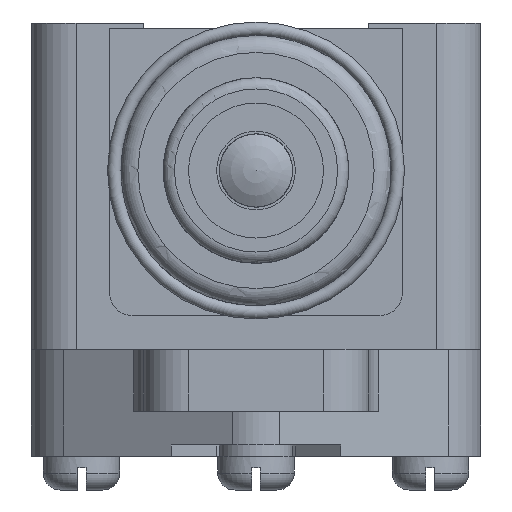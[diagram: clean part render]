
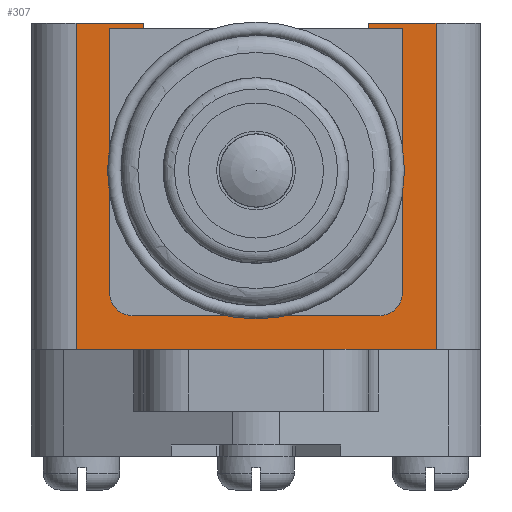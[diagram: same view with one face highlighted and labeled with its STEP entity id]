
A CAD part, front view. The second image highlights one B-rep face of the part: STEP entity #307.
In plain terms, the highlighted face is planar.
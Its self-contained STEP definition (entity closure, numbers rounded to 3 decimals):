
#307=ADVANCED_FACE('',(#2517),#2519,.T.);
#2517=FACE_BOUND('',#2518,.T.);
#2518=EDGE_LOOP('',(#12327,#12328,#12329,#12330,#12331,#12332,#12333,#12334,#12335,
#12336,#12337,#12338,#12339,#12340));
#2519=PLANE('',#2520);
#2520=AXIS2_PLACEMENT_3D('',#2521,#2522,#2523);
#2521=CARTESIAN_POINT('',(16.,0.,-34.));
#2522=DIRECTION('',(0.,0.,-1.));
#2523=DIRECTION('',(-1.,0.,0.));
#12327=ORIENTED_EDGE('',*,*,#13984,.F.);
#12328=ORIENTED_EDGE('',*,*,#14098,.T.);
#12329=ORIENTED_EDGE('',*,*,#14077,.F.);
#12330=ORIENTED_EDGE('',*,*,#14099,.F.);
#12331=ORIENTED_EDGE('',*,*,#14055,.T.);
#12332=ORIENTED_EDGE('',*,*,#14100,.T.);
#12333=ORIENTED_EDGE('',*,*,#14101,.F.);
#12334=ORIENTED_EDGE('',*,*,#14102,.F.);
#12335=ORIENTED_EDGE('',*,*,#14103,.F.);
#12336=ORIENTED_EDGE('',*,*,#14104,.F.);
#12337=ORIENTED_EDGE('',*,*,#14051,.T.);
#12338=ORIENTED_EDGE('',*,*,#14105,.T.);
#12339=ORIENTED_EDGE('',*,*,#14081,.F.);
#12340=ORIENTED_EDGE('',*,*,#14106,.T.);
#13984=EDGE_CURVE('',#15165,#15167,#15168,.T.);
#14051=EDGE_CURVE('',#15283,#15281,#15284,.T.);
#14055=EDGE_CURVE('',#15291,#15289,#15292,.T.);
#14077=EDGE_CURVE('',#15323,#15325,#15326,.T.);
#14081=EDGE_CURVE('',#15330,#15332,#15333,.T.);
#14098=EDGE_CURVE('',#15165,#15325,#15363,.T.);
#14099=EDGE_CURVE('',#15291,#15323,#15364,.T.);
#14100=EDGE_CURVE('',#15289,#15365,#15366,.T.);
#14101=EDGE_CURVE('',#15367,#15365,#15368,.T.);
#14102=EDGE_CURVE('',#15369,#15367,#15370,.T.);
#14103=EDGE_CURVE('',#15371,#15369,#15372,.T.);
#14104=EDGE_CURVE('',#15283,#15371,#15373,.T.);
#14105=EDGE_CURVE('',#15281,#15332,#15374,.T.);
#14106=EDGE_CURVE('',#15330,#15167,#15375,.T.);
#15165=VERTEX_POINT('',#17781);
#15167=VERTEX_POINT('',#17786);
#15168=LINE('',#17787,#17788);
#15281=VERTEX_POINT('',#18049);
#15283=VERTEX_POINT('',#18053);
#15284=LINE('',#18054,#18055);
#15289=VERTEX_POINT('',#18065);
#15291=VERTEX_POINT('',#18069);
#15292=LINE('',#18070,#18071);
#15323=VERTEX_POINT('',#18146);
#15325=VERTEX_POINT('',#18150);
#15326=LINE('',#18151,#18152);
#15330=VERTEX_POINT('',#18163);
#15332=VERTEX_POINT('',#18168);
#15333=LINE('',#18169,#18170);
#15363=LINE('',#18647,#18648);
#15364=LINE('',#18650,#18651);
#15365=VERTEX_POINT('',#18653);
#15366=LINE('',#18654,#18655);
#15367=VERTEX_POINT('',#18657);
#15368=CIRCLE('',#18658,2.);
#15369=VERTEX_POINT('',#18662);
#15370=LINE('',#18663,#18664);
#15371=VERTEX_POINT('',#18666);
#15372=CIRCLE('',#18667,2.);
#15373=LINE('',#18671,#18672);
#15374=LINE('',#18674,#18675);
#15375=LINE('',#18677,#18678);
#17781=CARTESIAN_POINT('',(16.,28.5,-34.));
#17786=CARTESIAN_POINT('',(-16.,28.5,-34.));
#17787=CARTESIAN_POINT('',(16.,28.5,-34.));
#17788=VECTOR('',#17789,1.);
#17789=DIRECTION('',(-1.,0.,0.));
#18049=CARTESIAN_POINT('',(-10.,0.,-34.));
#18053=CARTESIAN_POINT('',(-13.,0.,-34.));
#18054=CARTESIAN_POINT('',(-13.,0.,-34.));
#18055=VECTOR('',#18056,1.);
#18056=DIRECTION('',(1.,0.,0.));
#18065=CARTESIAN_POINT('',(13.,0.,-34.));
#18069=CARTESIAN_POINT('',(10.,0.,-34.));
#18070=CARTESIAN_POINT('',(10.,0.,-34.));
#18071=VECTOR('',#18072,1.);
#18072=DIRECTION('',(1.,0.,0.));
#18146=CARTESIAN_POINT('',(10.,-0.5,-34.));
#18150=CARTESIAN_POINT('',(16.,-0.5,-34.));
#18151=CARTESIAN_POINT('',(10.,-0.5,-34.));
#18152=VECTOR('',#18153,1.);
#18153=DIRECTION('',(1.,0.,0.));
#18163=CARTESIAN_POINT('',(-16.,-0.5,-34.));
#18168=CARTESIAN_POINT('',(-10.,-0.5,-34.));
#18169=CARTESIAN_POINT('',(-16.,-0.5,-34.));
#18170=VECTOR('',#18171,1.);
#18171=DIRECTION('',(1.,0.,0.));
#18647=CARTESIAN_POINT('',(16.,28.5,-34.));
#18648=VECTOR('',#18649,1.);
#18649=DIRECTION('',(0.,-1.,0.));
#18650=CARTESIAN_POINT('',(10.,0.,-34.));
#18651=VECTOR('',#18652,1.);
#18652=DIRECTION('',(0.,-1.,0.));
#18653=CARTESIAN_POINT('',(13.,23.5,-34.));
#18654=CARTESIAN_POINT('',(13.,0.,-34.));
#18655=VECTOR('',#18656,1.);
#18656=DIRECTION('',(0.,1.,0.));
#18657=CARTESIAN_POINT('',(11.,25.5,-34.));
#18658=AXIS2_PLACEMENT_3D('',#18659,#18660,#18661);
#18659=CARTESIAN_POINT('',(11.,23.5,-34.));
#18660=DIRECTION('',(0.,0.,-1.));
#18661=DIRECTION('',(0.,1.,0.));
#18662=CARTESIAN_POINT('',(-11.,25.5,-34.));
#18663=CARTESIAN_POINT('',(-11.,25.5,-34.));
#18664=VECTOR('',#18665,1.);
#18665=DIRECTION('',(1.,0.,0.));
#18666=CARTESIAN_POINT('',(-13.,23.5,-34.));
#18667=AXIS2_PLACEMENT_3D('',#18668,#18669,#18670);
#18668=CARTESIAN_POINT('',(-11.,23.5,-34.));
#18669=DIRECTION('',(0.,0.,-1.));
#18670=DIRECTION('',(-1.,0.,0.));
#18671=CARTESIAN_POINT('',(-13.,0.,-34.));
#18672=VECTOR('',#18673,1.);
#18673=DIRECTION('',(0.,1.,0.));
#18674=CARTESIAN_POINT('',(-10.,0.,-34.));
#18675=VECTOR('',#18676,1.);
#18676=DIRECTION('',(0.,-1.,0.));
#18677=CARTESIAN_POINT('',(-16.,-0.5,-34.));
#18678=VECTOR('',#18679,1.);
#18679=DIRECTION('',(0.,1.,0.));
